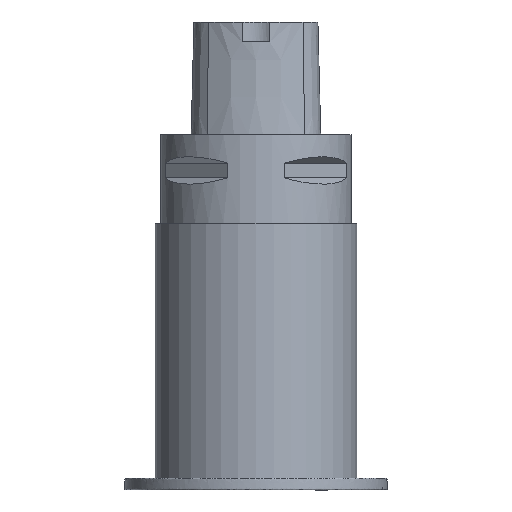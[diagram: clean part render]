
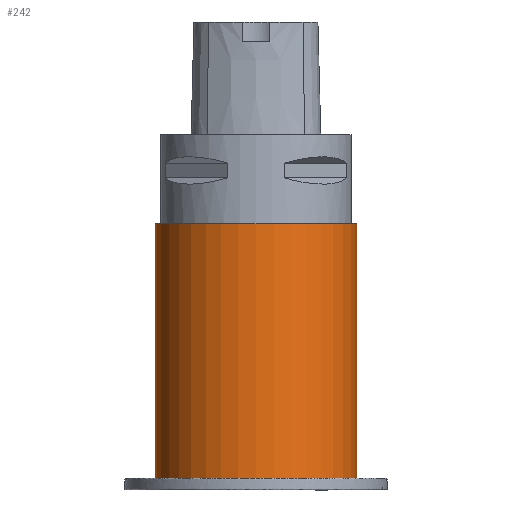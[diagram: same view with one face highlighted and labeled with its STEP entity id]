
A CAD part, front view. The second image highlights one B-rep face of the part: STEP entity #242.
In plain terms, the highlighted cylindrical face has radius 17 mm (diameter 34 mm), a full revolution.
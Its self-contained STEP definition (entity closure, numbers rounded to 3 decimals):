
#242=ADVANCED_FACE('',(#285,#286),#280,.T.);
#280=CYLINDRICAL_SURFACE('',#717,17.);
#285=FACE_BOUND('',#298,.T.);
#286=FACE_BOUND('',#299,.T.);
#298=EDGE_LOOP('',(#343));
#299=EDGE_LOOP('',(#344,#345));
#343=ORIENTED_EDGE('',*,*,#530,.F.);
#344=ORIENTED_EDGE('',*,*,#531,.F.);
#345=ORIENTED_EDGE('',*,*,#532,.F.);
#481=VERTEX_POINT('',#1008);
#482=VERTEX_POINT('',#1010);
#483=VERTEX_POINT('',#1011);
#530=EDGE_CURVE('',#481,#481,#599,.T.);
#531=EDGE_CURVE('',#482,#483,#600,.T.);
#532=EDGE_CURVE('',#483,#482,#601,.T.);
#599=CIRCLE('',#714,17.);
#600=CIRCLE('',#715,17.);
#601=CIRCLE('',#716,17.);
#714=AXIS2_PLACEMENT_3D('',#1007,#806,#807);
#715=AXIS2_PLACEMENT_3D('',#1009,#808,#809);
#716=AXIS2_PLACEMENT_3D('',#1012,#810,#811);
#717=AXIS2_PLACEMENT_3D('',#1013,#812,#813);
#806=DIRECTION('',(0.,0.,-1.));
#807=DIRECTION('',(1.,0.,0.));
#808=DIRECTION('',(0.,0.,1.));
#809=DIRECTION('',(-1.,0.,0.));
#810=DIRECTION('',(0.,0.,1.));
#811=DIRECTION('',(-1.,0.,0.));
#812=DIRECTION('',(0.,0.,1.));
#813=DIRECTION('',(-1.,0.,0.));
#1007=CARTESIAN_POINT('',(0.,0.,-59.6));
#1008=CARTESIAN_POINT('',(17.,0.,-59.6));
#1009=CARTESIAN_POINT('',(0.,0.,-15.));
#1010=CARTESIAN_POINT('',(17.,0.,-15.));
#1011=CARTESIAN_POINT('',(-17.,0.,-15.));
#1012=CARTESIAN_POINT('',(0.,0.,-15.));
#1013=CARTESIAN_POINT('',(0.,0.,0.));
